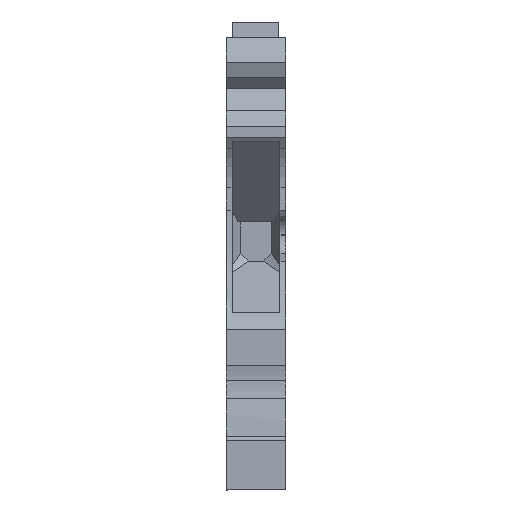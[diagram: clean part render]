
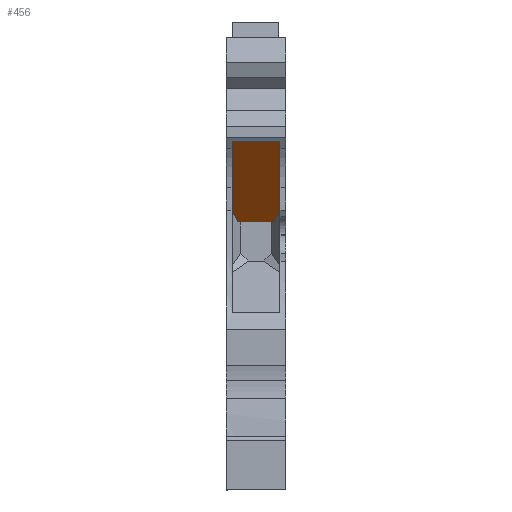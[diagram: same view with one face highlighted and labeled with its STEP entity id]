
A CAD part, front view. The second image highlights one B-rep face of the part: STEP entity #456.
In plain terms, the highlighted planar face has unit normal (0, -0.715, -0.699).
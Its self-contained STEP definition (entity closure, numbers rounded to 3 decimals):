
#456=ADVANCED_FACE('',(#928),#929,.F.);
#928=FACE_OUTER_BOUND('',#1410,.T.);
#929=PLANE('',#1411);
#1410=EDGE_LOOP('',(#2734,#2735,#2736,#2737,#2738,#2739));
#1411=AXIS2_PLACEMENT_3D('',#2740,#2741,#2742);
#2734=ORIENTED_EDGE('',*,*,#3511,.T.);
#2735=ORIENTED_EDGE('',*,*,#3532,.T.);
#2736=ORIENTED_EDGE('',*,*,#3549,.T.);
#2737=ORIENTED_EDGE('',*,*,#3553,.T.);
#2738=ORIENTED_EDGE('',*,*,#3554,.F.);
#2739=ORIENTED_EDGE('',*,*,#3555,.T.);
#2740=CARTESIAN_POINT('',(6.765,10.275,28.095));
#2741=DIRECTION('',(0.,0.715,0.699));
#2742=DIRECTION('',(-1.0,0.,0.));
#3511=EDGE_CURVE('',#4381,#4379,#4382,.T.);
#3532=EDGE_CURVE('',#4379,#4414,#4416,.T.);
#3549=EDGE_CURVE('',#4414,#4436,#4438,.T.);
#3553=EDGE_CURVE('',#4436,#4442,#4443,.T.);
#3554=EDGE_CURVE('',#4444,#4442,#4445,.T.);
#3555=EDGE_CURVE('',#4444,#4381,#4446,.T.);
#4379=VERTEX_POINT('',#5600);
#4381=VERTEX_POINT('',#5603);
#4382=LINE('',#5604,#5605);
#4414=VERTEX_POINT('',#5650);
#4416=LINE('',#5653,#5654);
#4436=VERTEX_POINT('',#5685);
#4438=LINE('',#5688,#5689);
#4442=VERTEX_POINT('',#5694);
#4443=LINE('',#5695,#5696);
#4444=VERTEX_POINT('',#5697);
#4445=LINE('',#5698,#5699);
#4446=LINE('',#5700,#5701);
#5600=CARTESIAN_POINT('',(0.6,2.428,36.125));
#5603=CARTESIAN_POINT('',(5.55,2.428,36.125));
#5604=CARTESIAN_POINT('',(0.,2.428,36.125));
#5605=VECTOR('',#6303,1.0);
#5650=CARTESIAN_POINT('',(0.6,9.559,28.827));
#5653=CARTESIAN_POINT('',(0.6,-6.583,45.345));
#5654=VECTOR('',#6321,1.0);
#5685=CARTESIAN_POINT('',(1.208,10.612,27.75));
#5688=CARTESIAN_POINT('',(-7.28,-4.089,42.794));
#5689=VECTOR('',#6334,1.0);
#5694=CARTESIAN_POINT('',(4.942,10.612,27.75));
#5695=CARTESIAN_POINT('',(5.8,10.612,27.75));
#5696=VECTOR('',#6336,1.0);
#5697=CARTESIAN_POINT('',(5.55,9.559,28.827));
#5698=CARTESIAN_POINT('',(13.43,-4.089,42.794));
#5699=VECTOR('',#6337,1.0);
#5700=CARTESIAN_POINT('',(5.55,-6.583,45.345));
#5701=VECTOR('',#6338,1.0);
#6303=DIRECTION('',(-1.0,0.,0.));
#6321=DIRECTION('',(0.,0.699,-0.715));
#6334=DIRECTION('',(0.374,0.648,-0.663));
#6336=DIRECTION('',(1.0,0.,0.));
#6337=DIRECTION('',(-0.374,0.648,-0.663));
#6338=DIRECTION('',(0.,-0.699,0.715));
